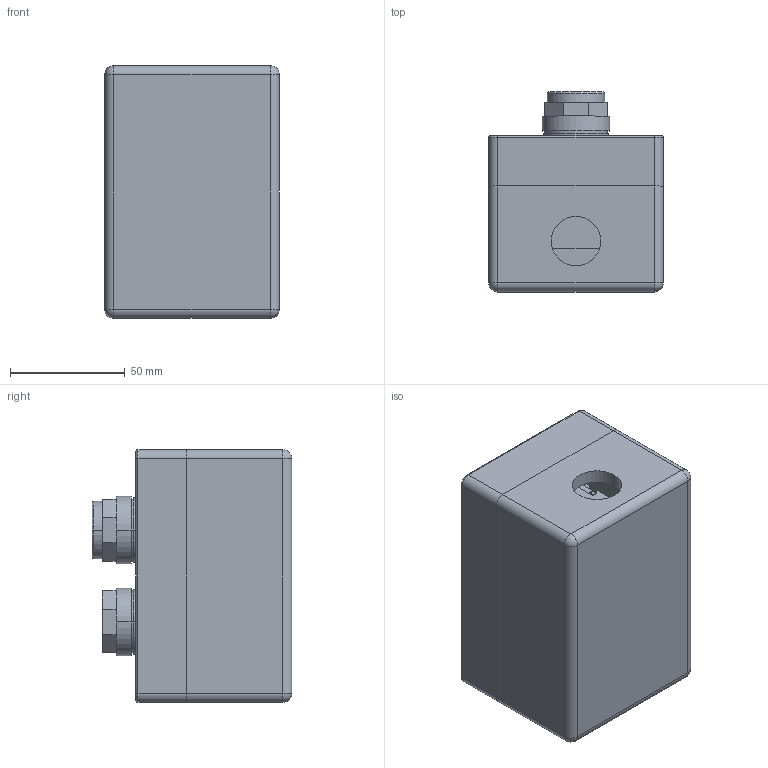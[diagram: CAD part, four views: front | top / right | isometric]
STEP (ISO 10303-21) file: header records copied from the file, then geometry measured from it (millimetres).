
FILE_DESCRIPTION (( 'STEP AP214' ), '1' );
FILE_NAME ('E22ASB204.step', '2018-07-09T20:11:54', ( '' ), ( '' ), 'SwSTEP 2.0', 'SolidWorks 2017', '' );
FILE_SCHEMA (( 'AUTOMOTIVE_DESIGN' ));
Length unit declared in the file: inch
Products named in the file (1): E22ASB204
Bounding box: 76 x 87 x 110 mm (x, y, z)
Volume: 261040.9 mm3; surface area: 109486.8 mm2
Topology: 20 solids, 20 shells, 606 faces, 1652 edges, 1064 vertices
Faces by surface type: plane 460, cylinder 126, torus 16, sphere 4
Entity records: 27219 total; most frequent: CARTESIAN_POINT 3447, ORIENTED_EDGE 3296, DIRECTION 3166, EDGE_CURVE 1648, LINE 1312, VECTOR 1312, VERTEX_POINT 1064, AXIS2_PLACEMENT_3D 927
